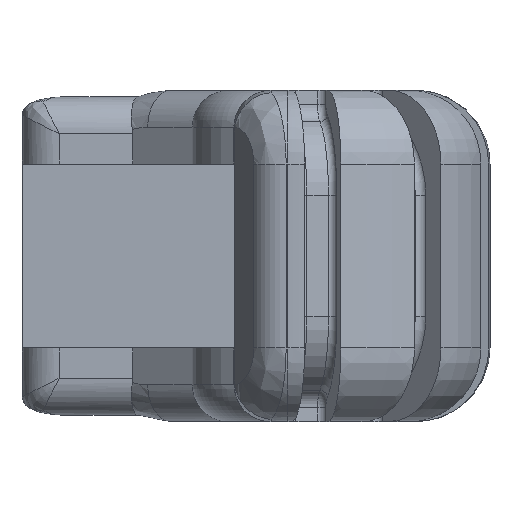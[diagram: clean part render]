
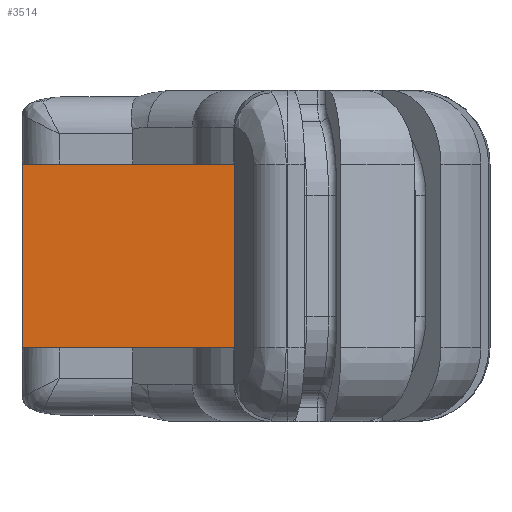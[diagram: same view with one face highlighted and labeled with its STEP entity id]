
A CAD part, left-side view. The second image highlights one B-rep face of the part: STEP entity #3514.
In plain terms, the highlighted planar face has unit normal (-1, 0, 0).
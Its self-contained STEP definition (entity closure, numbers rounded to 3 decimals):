
#64=PLANE('',#3848);
#218=FACE_OUTER_BOUND('',#438,.T.);
#438=EDGE_LOOP('',(#2592,#2593,#2594,#2595));
#739=LINE('',#6072,#961);
#801=LINE('',#6352,#1023);
#802=LINE('',#6355,#1024);
#803=LINE('',#6356,#1025);
#961=VECTOR('',#4485,1000.);
#1023=VECTOR('',#4615,1000.);
#1024=VECTOR('',#4620,1000.);
#1025=VECTOR('',#4621,1000.);
#1501=VERTEX_POINT('',#6005);
#1518=VERTEX_POINT('',#6052);
#1580=VERTEX_POINT('',#6349);
#1581=VERTEX_POINT('',#6351);
#1881=EDGE_CURVE('',#1518,#1501,#739,.T.);
#1972=EDGE_CURVE('',#1580,#1581,#801,.T.);
#1974=EDGE_CURVE('',#1580,#1518,#802,.T.);
#1975=EDGE_CURVE('',#1581,#1501,#803,.T.);
#2592=ORIENTED_EDGE('',*,*,#1972,.F.);
#2593=ORIENTED_EDGE('',*,*,#1974,.T.);
#2594=ORIENTED_EDGE('',*,*,#1881,.T.);
#2595=ORIENTED_EDGE('',*,*,#1975,.F.);
#3514=ADVANCED_FACE('',(#218),#64,.T.);
#3848=AXIS2_PLACEMENT_3D('',#6354,#4618,#4619);
#4485=DIRECTION('',(0.,0.,-1.));
#4615=DIRECTION('',(0.,0.,-1.));
#4618=DIRECTION('center_axis',(-1.,0.,0.));
#4619=DIRECTION('ref_axis',(0.,0.,1.));
#4620=DIRECTION('',(0.,1.,0.));
#4621=DIRECTION('',(0.,1.,0.));
#6005=CARTESIAN_POINT('',(4.,7.223,-2.5));
#6052=CARTESIAN_POINT('',(4.,7.223,2.5));
#6072=CARTESIAN_POINT('',(4.,7.223,2.5));
#6349=CARTESIAN_POINT('',(4.,0.,2.5));
#6351=CARTESIAN_POINT('',(4.,0.,-2.5));
#6352=CARTESIAN_POINT('',(4.,0.,2.5));
#6354=CARTESIAN_POINT('Origin',(4.,0.,2.5));
#6355=CARTESIAN_POINT('',(4.,0.,2.5));
#6356=CARTESIAN_POINT('',(4.,0.,-2.5));
